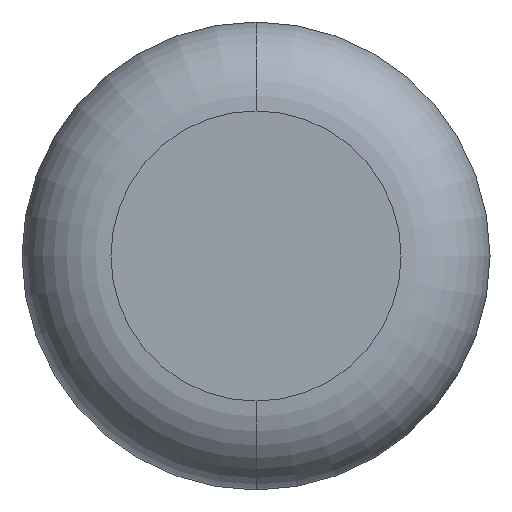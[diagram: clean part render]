
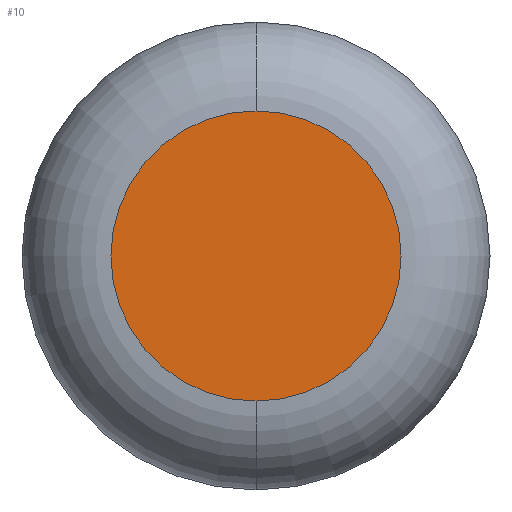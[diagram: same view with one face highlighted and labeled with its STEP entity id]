
A CAD part, front view. The second image highlights one B-rep face of the part: STEP entity #10.
In plain terms, the highlighted planar face has unit normal (0, -1, 0).
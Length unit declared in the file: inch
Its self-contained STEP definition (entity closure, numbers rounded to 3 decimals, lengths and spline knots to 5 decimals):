
#10 = ADVANCED_FACE ( 'NONE', ( #191 ), #36, .T. ) ;
#26 = AXIS2_PLACEMENT_3D ( 'NONE', #300, #159, #166 ) ;
#36 = PLANE ( 'NONE',  #26 ) ;
#57 = CIRCLE ( 'NONE', #539, 0.31 ) ;
#63 = DIRECTION ( 'NONE',  ( 0., 0., -1. ) ) ;
#159 = DIRECTION ( 'NONE',  ( 0., -1., 0. ) ) ;
#166 = DIRECTION ( 'NONE',  ( 0., 0., -1. ) ) ;
#177 = CARTESIAN_POINT ( 'NONE',  ( 0., 0., -0.31 ) ) ;
#191 = FACE_OUTER_BOUND ( 'NONE', #430, .T. ) ;
#220 = EDGE_CURVE ( 'NONE', #232, #468, #57, .T. ) ;
#221 = DIRECTION ( 'NONE',  ( 0., 0., -1. ) ) ;
#226 = DIRECTION ( 'NONE',  ( 0., -1., 0. ) ) ;
#232 = VERTEX_POINT ( 'NONE', #177 ) ;
#236 = CARTESIAN_POINT ( 'NONE',  ( 0., 0., 0. ) ) ;
#283 = EDGE_CURVE ( 'NONE', #468, #232, #470, .T. ) ;
#300 = CARTESIAN_POINT ( 'NONE',  ( 0., 0., 0. ) ) ;
#310 = CARTESIAN_POINT ( 'NONE',  ( 0., 0., 0. ) ) ;
#324 = ORIENTED_EDGE ( 'NONE', *, *, #220, .T. ) ;
#337 = AXIS2_PLACEMENT_3D ( 'NONE', #236, #483, #63 ) ;
#430 = EDGE_LOOP ( 'NONE', ( #324, #492 ) ) ;
#457 = CARTESIAN_POINT ( 'NONE',  ( 0., 0., 0.31 ) ) ;
#468 = VERTEX_POINT ( 'NONE', #457 ) ;
#470 = CIRCLE ( 'NONE', #337, 0.31 ) ;
#483 = DIRECTION ( 'NONE',  ( 0., -1., 0. ) ) ;
#492 = ORIENTED_EDGE ( 'NONE', *, *, #283, .T. ) ;
#539 = AXIS2_PLACEMENT_3D ( 'NONE', #310, #226, #221 ) ;
